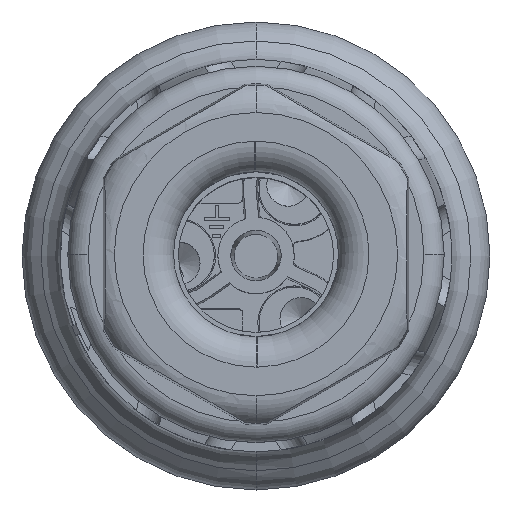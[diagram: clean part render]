
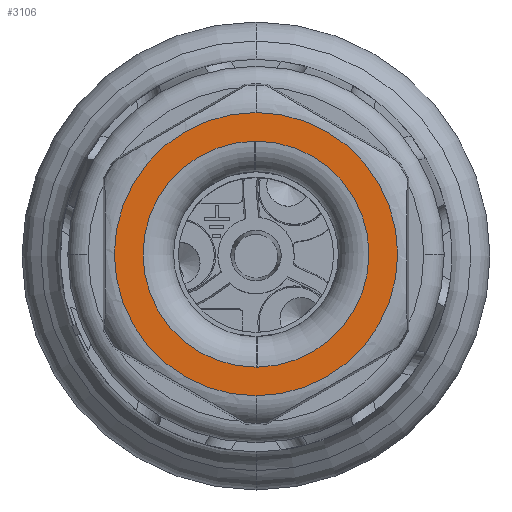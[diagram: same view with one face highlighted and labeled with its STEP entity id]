
A CAD part, top view. The second image highlights one B-rep face of the part: STEP entity #3106.
In plain terms, the highlighted planar face has unit normal (0, 0, 1).
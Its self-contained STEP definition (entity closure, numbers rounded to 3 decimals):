
#3106=ADVANCED_FACE('',(#9600,#9601),#9602,.T.);
#9600=FACE_OUTER_BOUND('',#18330,.T.);
#9601=FACE_BOUND('',#18331,.T.);
#9602=PLANE('',#18332);
#18330=EDGE_LOOP('',(#45135,#45136));
#18331=EDGE_LOOP('',(#45137,#45138,#45139,#45140));
#18332=AXIS2_PLACEMENT_3D('',#45141,#45142,#45143);
#45135=ORIENTED_EDGE('',*,*,#55438,.T.);
#45136=ORIENTED_EDGE('',*,*,#55439,.T.);
#45137=ORIENTED_EDGE('',*,*,#55440,.T.);
#45138=ORIENTED_EDGE('',*,*,#46881,.T.);
#45139=ORIENTED_EDGE('',*,*,#55441,.T.);
#45140=ORIENTED_EDGE('',*,*,#46884,.T.);
#45141=CARTESIAN_POINT('',(0.0,0.0,17.076));
#45142=DIRECTION('',(0.0,0.0,1.0));
#45143=DIRECTION('',(1.0,0.0,0.0));
#46881=EDGE_CURVE('',#56084,#56082,#56085,.T.);
#46884=EDGE_CURVE('',#56089,#56087,#56090,.T.);
#55438=EDGE_CURVE('',#70325,#70327,#70329,.T.);
#55439=EDGE_CURVE('',#70327,#70325,#70330,.T.);
#55440=EDGE_CURVE('',#56087,#56084,#70331,.T.);
#55441=EDGE_CURVE('',#56082,#56089,#70332,.T.);
#56082=VERTEX_POINT('',#71332);
#56084=VERTEX_POINT('',#71334);
#56085=CIRCLE('',#71335,11.105);
#56087=VERTEX_POINT('',#71337);
#56089=VERTEX_POINT('',#71339);
#56090=CIRCLE('',#71340,11.105);
#70325=VERTEX_POINT('',#98881);
#70327=VERTEX_POINT('',#98883);
#70329=CIRCLE('',#98885,13.922);
#70330=CIRCLE('',#98886,13.922);
#70331=CIRCLE('',#98887,11.105);
#70332=CIRCLE('',#98888,11.105);
#71332=CARTESIAN_POINT('',(0.0,-11.105,17.076));
#71334=CARTESIAN_POINT('',(0.165,-11.104,17.076));
#71335=AXIS2_PLACEMENT_3D('',#100404,#100405,#100406);
#71337=CARTESIAN_POINT('',(0.0,11.105,17.076));
#71339=CARTESIAN_POINT('',(-0.165,11.104,17.076));
#71340=AXIS2_PLACEMENT_3D('',#100413,#100414,#100415);
#98881=CARTESIAN_POINT('',(0.0,-13.922,17.076));
#98883=CARTESIAN_POINT('',(0.0,13.922,17.076));
#98885=AXIS2_PLACEMENT_3D('',#108400,#108401,#108402);
#98886=AXIS2_PLACEMENT_3D('',#108403,#108404,#108405);
#98887=AXIS2_PLACEMENT_3D('',#108406,#108407,#108408);
#98888=AXIS2_PLACEMENT_3D('',#108409,#108410,#108411);
#100404=CARTESIAN_POINT('',(0.0,0.0,17.076));
#100405=DIRECTION('',(0.0,0.0,-1.0));
#100406=DIRECTION('',(0.0,1.0,0.0));
#100413=CARTESIAN_POINT('',(0.0,0.0,17.076));
#100414=DIRECTION('',(0.0,0.0,-1.0));
#100415=DIRECTION('',(0.0,-1.0,0.0));
#108400=CARTESIAN_POINT('',(0.0,0.0,17.076));
#108401=DIRECTION('',(0.0,0.0,1.0));
#108402=DIRECTION('',(0.0,-1.0,0.0));
#108403=CARTESIAN_POINT('',(0.0,0.0,17.076));
#108404=DIRECTION('',(0.0,-0.0,1.0));
#108405=DIRECTION('',(0.0,1.0,0.0));
#108406=CARTESIAN_POINT('',(0.0,0.0,17.076));
#108407=DIRECTION('',(0.0,0.0,-1.0));
#108408=DIRECTION('',(0.0,1.0,0.0));
#108409=CARTESIAN_POINT('',(0.0,0.0,17.076));
#108410=DIRECTION('',(0.0,0.0,-1.0));
#108411=DIRECTION('',(0.0,-1.0,0.0));
